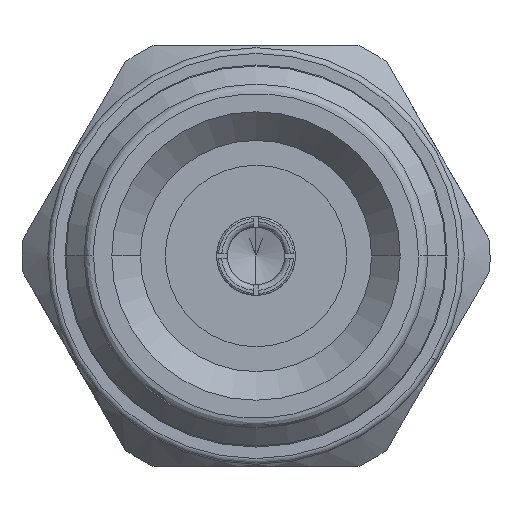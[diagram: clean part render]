
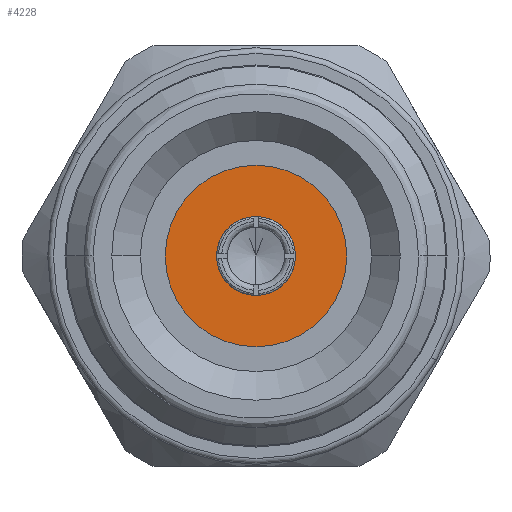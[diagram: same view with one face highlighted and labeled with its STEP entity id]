
A CAD part, left-side view. The second image highlights one B-rep face of the part: STEP entity #4228.
In plain terms, the highlighted face is planar.
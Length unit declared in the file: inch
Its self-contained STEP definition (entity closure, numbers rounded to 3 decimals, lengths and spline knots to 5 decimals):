
#87 = FACE_BOUND ( 'NONE', #7465, .T. ) ;
#374 = EDGE_CURVE ( 'NONE', #800, #8177, #7856, .T. ) ;
#414 = CARTESIAN_POINT ( 'NONE',  ( -0.0813, 0., -0.46063 ) ) ;
#671 = VERTEX_POINT ( 'NONE', #8656 ) ;
#800 = VERTEX_POINT ( 'NONE', #414 ) ;
#836 = DIRECTION ( 'NONE',  ( 1., 0., 0. ) ) ;
#949 = EDGE_CURVE ( 'NONE', #671, #1387, #1386, .T. ) ;
#1367 = AXIS2_PLACEMENT_3D ( 'NONE', #6296, #3181, #2415 ) ;
#1386 = CIRCLE ( 'NONE', #8355, 0.18701 ) ;
#1387 = VERTEX_POINT ( 'NONE', #4894 ) ;
#1423 = DIRECTION ( 'NONE',  ( 0., 0., 1. ) ) ;
#1544 = AXIS2_PLACEMENT_3D ( 'NONE', #7669, #1423, #3197 ) ;
#2415 = DIRECTION ( 'NONE',  ( 1., 0., 0. ) ) ;
#2448 = DIRECTION ( 'NONE',  ( 0., 0., -1. ) ) ;
#3181 = DIRECTION ( 'NONE',  ( 0., 0., -1. ) ) ;
#3197 = DIRECTION ( 'NONE',  ( 1., 0., 0. ) ) ;
#3859 = CARTESIAN_POINT ( 'NONE',  ( 0., 0., -0.46063 ) ) ;
#3929 = DIRECTION ( 'NONE',  ( 1., 0., 0. ) ) ;
#4073 = ORIENTED_EDGE ( 'NONE', *, *, #949, .T. ) ;
#4228 = ADVANCED_FACE ( 'NONE', ( #7068, #87 ), #4585, .F. ) ;
#4491 = DIRECTION ( 'NONE',  ( 1., 0., 0. ) ) ;
#4585 = PLANE ( 'NONE',  #1544 ) ;
#4894 = CARTESIAN_POINT ( 'NONE',  ( 0., -0.18701, -0.46063 ) ) ;
#5256 = DIRECTION ( 'NONE',  ( 0., 0., -1. ) ) ;
#5541 = AXIS2_PLACEMENT_3D ( 'NONE', #7828, #2448, #3929 ) ;
#6162 = AXIS2_PLACEMENT_3D ( 'NONE', #3859, #5256, #4491 ) ;
#6296 = CARTESIAN_POINT ( 'NONE',  ( 0., 0., -0.46063 ) ) ;
#7045 = CARTESIAN_POINT ( 'NONE',  ( 0., 0., -0.46063 ) ) ;
#7068 = FACE_OUTER_BOUND ( 'NONE', #8530, .T. ) ;
#7096 = DIRECTION ( 'NONE',  ( 0., 0., -1. ) ) ;
#7291 = EDGE_CURVE ( 'NONE', #8177, #800, #8099, .T. ) ;
#7465 = EDGE_LOOP ( 'NONE', ( #10065, #8502 ) ) ;
#7669 = CARTESIAN_POINT ( 'NONE',  ( 0., 0., -0.46063 ) ) ;
#7828 = CARTESIAN_POINT ( 'NONE',  ( 0., 0., -0.46063 ) ) ;
#7856 = CIRCLE ( 'NONE', #1367, 0.0813 ) ;
#7975 = EDGE_CURVE ( 'NONE', #1387, #671, #9892, .T. ) ;
#8099 = CIRCLE ( 'NONE', #6162, 0.0813 ) ;
#8177 = VERTEX_POINT ( 'NONE', #9660 ) ;
#8355 = AXIS2_PLACEMENT_3D ( 'NONE', #7045, #7096, #836 ) ;
#8502 = ORIENTED_EDGE ( 'NONE', *, *, #7291, .F. ) ;
#8530 = EDGE_LOOP ( 'NONE', ( #9761, #4073 ) ) ;
#8656 = CARTESIAN_POINT ( 'NONE',  ( 0., 0.18701, -0.46063 ) ) ;
#9660 = CARTESIAN_POINT ( 'NONE',  ( 0.0813, 0., -0.46063 ) ) ;
#9761 = ORIENTED_EDGE ( 'NONE', *, *, #7975, .T. ) ;
#9892 = CIRCLE ( 'NONE', #5541, 0.18701 ) ;
#10065 = ORIENTED_EDGE ( 'NONE', *, *, #374, .F. ) ;
